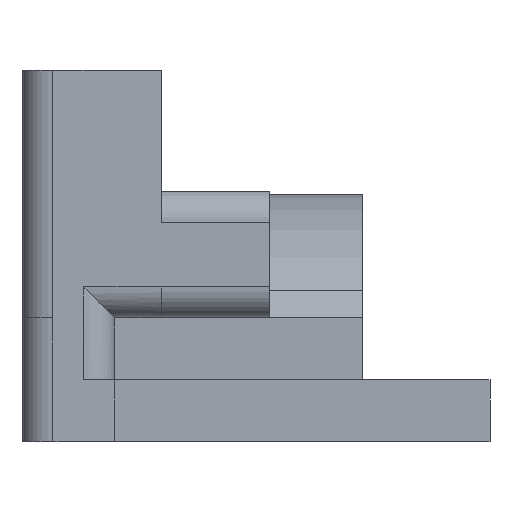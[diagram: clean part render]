
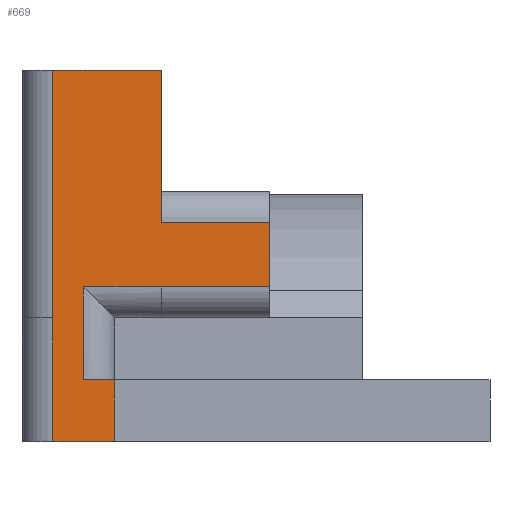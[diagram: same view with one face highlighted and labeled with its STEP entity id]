
A CAD part, front view. The second image highlights one B-rep face of the part: STEP entity #669.
In plain terms, the highlighted planar face has unit normal (0, -1, 0).
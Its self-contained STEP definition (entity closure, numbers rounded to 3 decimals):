
#4 = LINE ( 'NONE', #614, #1277 ) ;
#20 = DIRECTION ( 'NONE',  ( 0., -1., 0. ) ) ;
#28 = FACE_OUTER_BOUND ( 'NONE', #870, .T. ) ;
#34 = PLANE ( 'NONE',  #1565 ) ;
#87 = VECTOR ( 'NONE', #589, 1000. ) ;
#88 = CARTESIAN_POINT ( 'NONE',  ( -48.94, 62.502, -85.243 ) ) ;
#94 = CARTESIAN_POINT ( 'NONE',  ( -46.94, 62.502, -85.243 ) ) ;
#100 = CARTESIAN_POINT ( 'NONE',  ( -46.94, 62.502, -80.243 ) ) ;
#101 = CARTESIAN_POINT ( 'NONE',  ( -46.94, 62.502, -85.243 ) ) ;
#104 = EDGE_CURVE ( 'NONE', #764, #688, #914, .T. ) ;
#131 = VECTOR ( 'NONE', #985, 1000. ) ;
#139 = CARTESIAN_POINT ( 'NONE',  ( -45.44, 62.502, -80.243 ) ) ;
#173 = ORIENTED_EDGE ( 'NONE', *, *, #972, .F. ) ;
#189 = VECTOR ( 'NONE', #458, 1000. ) ;
#198 = ORIENTED_EDGE ( 'NONE', *, *, #300, .F. ) ;
#206 = LINE ( 'NONE', #1472, #1059 ) ;
#210 = CARTESIAN_POINT ( 'NONE',  ( -46.94, 62.502, -73.243 ) ) ;
#212 = EDGE_CURVE ( 'NONE', #536, #1257, #1042, .T. ) ;
#215 = DIRECTION ( 'NONE',  ( 1., 0., 0. ) ) ;
#300 = EDGE_CURVE ( 'NONE', #446, #1279, #206, .T. ) ;
#333 = CARTESIAN_POINT ( 'NONE',  ( -41.94, 62.502, -80.243 ) ) ;
#353 = DIRECTION ( 'NONE',  ( 0., 0., -1. ) ) ;
#365 = EDGE_CURVE ( 'NONE', #556, #764, #792, .T. ) ;
#388 = VECTOR ( 'NONE', #215, 1000. ) ;
#398 = LINE ( 'NONE', #426, #824 ) ;
#400 = CARTESIAN_POINT ( 'NONE',  ( -45.44, 62.502, -78.149 ) ) ;
#422 = ORIENTED_EDGE ( 'NONE', *, *, #1571, .F. ) ;
#426 = CARTESIAN_POINT ( 'NONE',  ( -41.94, 62.502, -81.243 ) ) ;
#432 = EDGE_CURVE ( 'NONE', #446, #570, #1156, .T. ) ;
#446 = VERTEX_POINT ( 'NONE', #1183 ) ;
#457 = VECTOR ( 'NONE', #814, 1000. ) ;
#458 = DIRECTION ( 'NONE',  ( -1., 0., 0. ) ) ;
#483 = CARTESIAN_POINT ( 'NONE',  ( -46.94, 62.502, -81.243 ) ) ;
#502 = EDGE_CURVE ( 'NONE', #536, #920, #1297, .T. ) ;
#531 = VERTEX_POINT ( 'NONE', #946 ) ;
#536 = VERTEX_POINT ( 'NONE', #88 ) ;
#540 = CARTESIAN_POINT ( 'NONE',  ( -48.94, 62.502, -81.243 ) ) ;
#551 = ORIENTED_EDGE ( 'NONE', *, *, #365, .F. ) ;
#556 = VERTEX_POINT ( 'NONE', #333 ) ;
#570 = VERTEX_POINT ( 'NONE', #953 ) ;
#578 = VERTEX_POINT ( 'NONE', #970 ) ;
#581 = ORIENTED_EDGE ( 'NONE', *, *, #994, .F. ) ;
#589 = DIRECTION ( 'NONE',  ( 0., 0., 1. ) ) ;
#614 = CARTESIAN_POINT ( 'NONE',  ( -46.94, 62.502, -78.149 ) ) ;
#620 = CARTESIAN_POINT ( 'NONE',  ( -47.94, 62.502, -81.243 ) ) ;
#626 = VECTOR ( 'NONE', #910, 1000. ) ;
#654 = CARTESIAN_POINT ( 'NONE',  ( -48.94, 62.502, -81.243 ) ) ;
#659 = LINE ( 'NONE', #729, #1347 ) ;
#669 = ADVANCED_FACE ( 'NONE', ( #28 ), #34, .T. ) ;
#688 = VERTEX_POINT ( 'NONE', #1364 ) ;
#697 = CARTESIAN_POINT ( 'NONE',  ( -48.94, 62.502, -81.243 ) ) ;
#716 = DIRECTION ( 'NONE',  ( 0., 0., -1. ) ) ;
#729 = CARTESIAN_POINT ( 'NONE',  ( -46.94, 62.502, -83.243 ) ) ;
#752 = CARTESIAN_POINT ( 'NONE',  ( -46.94, 62.502, -81.243 ) ) ;
#764 = VERTEX_POINT ( 'NONE', #139 ) ;
#792 = LINE ( 'NONE', #100, #131 ) ;
#814 = DIRECTION ( 'NONE',  ( -1., 0., 0. ) ) ;
#824 = VECTOR ( 'NONE', #1172, 1000. ) ;
#835 = DIRECTION ( 'NONE',  ( 0., 0., -1. ) ) ;
#867 = LINE ( 'NONE', #697, #87 ) ;
#870 = EDGE_LOOP ( 'NONE', ( #1146, #1003, #581, #1022, #173, #1064, #551, #1270, #1446, #198, #1174, #422 ) ) ;
#876 = DIRECTION ( 'NONE',  ( 0., 0., 1. ) ) ;
#910 = DIRECTION ( 'NONE',  ( 0., 0., 1. ) ) ;
#914 = LINE ( 'NONE', #1300, #457 ) ;
#920 = VERTEX_POINT ( 'NONE', #101 ) ;
#946 = CARTESIAN_POINT ( 'NONE',  ( -41.94, 62.502, -78.149 ) ) ;
#953 = CARTESIAN_POINT ( 'NONE',  ( -48.94, 62.502, -73.243 ) ) ;
#970 = CARTESIAN_POINT ( 'NONE',  ( -47.94, 62.502, -83.243 ) ) ;
#972 = EDGE_CURVE ( 'NONE', #688, #578, #1122, .T. ) ;
#975 = CARTESIAN_POINT ( 'NONE',  ( -46.94, 62.502, -83.243 ) ) ;
#985 = DIRECTION ( 'NONE',  ( -1., 0., 0. ) ) ;
#994 = EDGE_CURVE ( 'NONE', #1564, #920, #1057, .T. ) ;
#1003 = ORIENTED_EDGE ( 'NONE', *, *, #502, .T. ) ;
#1022 = ORIENTED_EDGE ( 'NONE', *, *, #1048, .F. ) ;
#1030 = EDGE_CURVE ( 'NONE', #1279, #531, #4, .T. ) ;
#1042 = LINE ( 'NONE', #540, #626 ) ;
#1048 = EDGE_CURVE ( 'NONE', #578, #1564, #659, .T. ) ;
#1057 = LINE ( 'NONE', #483, #1154 ) ;
#1059 = VECTOR ( 'NONE', #716, 1000. ) ;
#1064 = ORIENTED_EDGE ( 'NONE', *, *, #104, .F. ) ;
#1084 = DIRECTION ( 'NONE',  ( 1., 0., 0. ) ) ;
#1122 = LINE ( 'NONE', #620, #1328 ) ;
#1146 = ORIENTED_EDGE ( 'NONE', *, *, #212, .F. ) ;
#1154 = VECTOR ( 'NONE', #835, 1000. ) ;
#1156 = LINE ( 'NONE', #210, #189 ) ;
#1172 = DIRECTION ( 'NONE',  ( 0., 0., -1. ) ) ;
#1174 = ORIENTED_EDGE ( 'NONE', *, *, #432, .T. ) ;
#1183 = CARTESIAN_POINT ( 'NONE',  ( -45.44, 62.502, -73.243 ) ) ;
#1257 = VERTEX_POINT ( 'NONE', #654 ) ;
#1270 = ORIENTED_EDGE ( 'NONE', *, *, #1356, .F. ) ;
#1277 = VECTOR ( 'NONE', #1084, 1000. ) ;
#1279 = VERTEX_POINT ( 'NONE', #400 ) ;
#1297 = LINE ( 'NONE', #94, #388 ) ;
#1300 = CARTESIAN_POINT ( 'NONE',  ( -46.94, 62.502, -80.243 ) ) ;
#1328 = VECTOR ( 'NONE', #353, 1000. ) ;
#1347 = VECTOR ( 'NONE', #1456, 1000. ) ;
#1356 = EDGE_CURVE ( 'NONE', #531, #556, #398, .T. ) ;
#1364 = CARTESIAN_POINT ( 'NONE',  ( -47.94, 62.502, -80.243 ) ) ;
#1446 = ORIENTED_EDGE ( 'NONE', *, *, #1030, .F. ) ;
#1456 = DIRECTION ( 'NONE',  ( 1., 0., 0. ) ) ;
#1472 = CARTESIAN_POINT ( 'NONE',  ( -45.44, 62.502, -73.243 ) ) ;
#1564 = VERTEX_POINT ( 'NONE', #975 ) ;
#1565 = AXIS2_PLACEMENT_3D ( 'NONE', #752, #20, #876 ) ;
#1571 = EDGE_CURVE ( 'NONE', #1257, #570, #867, .T. ) ;
